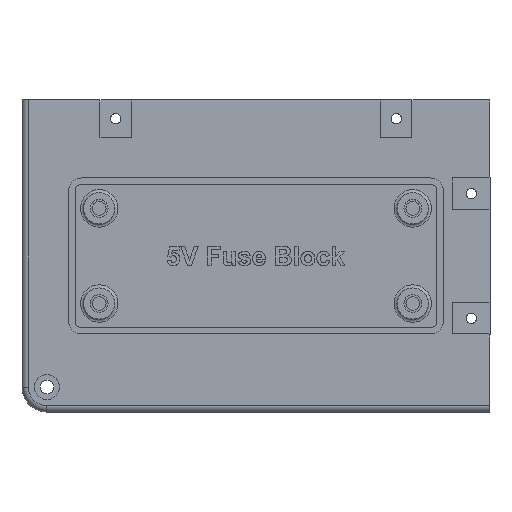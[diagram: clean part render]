
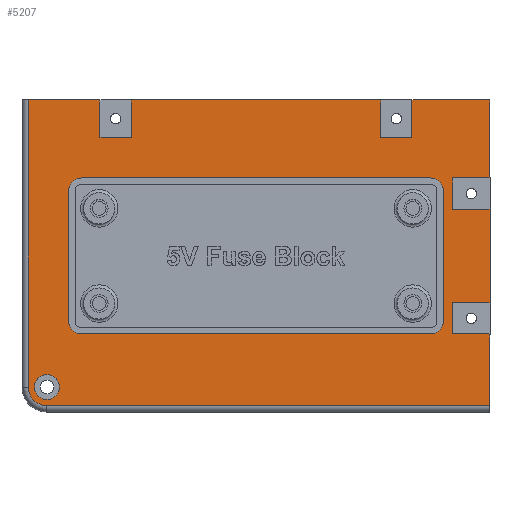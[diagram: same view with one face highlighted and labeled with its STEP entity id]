
A CAD part, top view. The second image highlights one B-rep face of the part: STEP entity #5207.
In plain terms, the highlighted planar face has unit normal (0, 0, 1).
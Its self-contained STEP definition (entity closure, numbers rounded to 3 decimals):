
#437=FACE_BOUND('',#1912,.T.);
#438=FACE_BOUND('',#1913,.T.);
#538=LINE('',#7554,#1014);
#543=LINE('',#7568,#1019);
#547=LINE('',#7580,#1023);
#551=LINE('',#7592,#1027);
#554=LINE('',#7603,#1030);
#555=LINE('',#7605,#1031);
#556=LINE('',#7607,#1032);
#557=LINE('',#7609,#1033);
#558=LINE('',#7611,#1034);
#559=LINE('',#7613,#1035);
#560=LINE('',#7615,#1036);
#561=LINE('',#7617,#1037);
#562=LINE('',#7619,#1038);
#563=LINE('',#7621,#1039);
#564=LINE('',#7623,#1040);
#565=LINE('',#7625,#1041);
#566=LINE('',#7629,#1042);
#567=LINE('',#7631,#1043);
#568=LINE('',#7633,#1044);
#569=LINE('',#7635,#1045);
#570=LINE('',#7637,#1046);
#571=LINE('',#7639,#1047);
#572=LINE('',#7641,#1048);
#573=LINE('',#7642,#1049);
#1014=VECTOR('',#5967,10.);
#1019=VECTOR('',#5980,10.);
#1023=VECTOR('',#5992,10.);
#1027=VECTOR('',#6004,10.);
#1030=VECTOR('',#6017,10.);
#1031=VECTOR('',#6018,10.);
#1032=VECTOR('',#6019,10.);
#1033=VECTOR('',#6020,10.);
#1034=VECTOR('',#6021,10.);
#1035=VECTOR('',#6022,10.);
#1036=VECTOR('',#6023,10.);
#1037=VECTOR('',#6024,10.);
#1038=VECTOR('',#6025,10.);
#1039=VECTOR('',#6026,10.);
#1040=VECTOR('',#6027,10.);
#1041=VECTOR('',#6028,10.);
#1042=VECTOR('',#6031,10.);
#1043=VECTOR('',#6032,10.);
#1044=VECTOR('',#6033,10.);
#1045=VECTOR('',#6034,10.);
#1046=VECTOR('',#6035,10.);
#1047=VECTOR('',#6036,10.);
#1048=VECTOR('',#6037,10.);
#1049=VECTOR('',#6038,10.);
#1426=PLANE('',#5570);
#1590=FACE_OUTER_BOUND('',#1911,.T.);
#1911=EDGE_LOOP('',(#3910,#3911,#3912,#3913,#3914,#3915,#3916,#3917,#3918,
#3919,#3920,#3921,#3922,#3923,#3924,#3925,#3926,#3927,#3928,#3929,#3930));
#1912=EDGE_LOOP('',(#3931));
#1913=EDGE_LOOP('',(#3932,#3933,#3934,#3935,#3936,#3937,#3938,#3939));
#2223=CIRCLE('',#5555,4.);
#2225=CIRCLE('',#5559,4.);
#2227=CIRCLE('',#5563,4.);
#2229=CIRCLE('',#5567,4.);
#2231=CIRCLE('',#5571,6.);
#2232=CIRCLE('',#5572,4.);
#2454=VERTEX_POINT('',#7552);
#2455=VERTEX_POINT('',#7553);
#2458=VERTEX_POINT('',#7561);
#2460=VERTEX_POINT('',#7567);
#2462=VERTEX_POINT('',#7573);
#2464=VERTEX_POINT('',#7579);
#2466=VERTEX_POINT('',#7585);
#2468=VERTEX_POINT('',#7591);
#2470=VERTEX_POINT('',#7601);
#2471=VERTEX_POINT('',#7602);
#2472=VERTEX_POINT('',#7604);
#2473=VERTEX_POINT('',#7606);
#2474=VERTEX_POINT('',#7608);
#2475=VERTEX_POINT('',#7610);
#2476=VERTEX_POINT('',#7612);
#2477=VERTEX_POINT('',#7614);
#2478=VERTEX_POINT('',#7616);
#2479=VERTEX_POINT('',#7618);
#2480=VERTEX_POINT('',#7620);
#2481=VERTEX_POINT('',#7622);
#2482=VERTEX_POINT('',#7624);
#2483=VERTEX_POINT('',#7626);
#2484=VERTEX_POINT('',#7628);
#2485=VERTEX_POINT('',#7630);
#2486=VERTEX_POINT('',#7632);
#2487=VERTEX_POINT('',#7634);
#2488=VERTEX_POINT('',#7636);
#2489=VERTEX_POINT('',#7638);
#2490=VERTEX_POINT('',#7640);
#2491=VERTEX_POINT('',#7643);
#3006=EDGE_CURVE('',#2454,#2455,#538,.T.);
#3010=EDGE_CURVE('',#2455,#2458,#2223,.T.);
#3013=EDGE_CURVE('',#2458,#2460,#543,.T.);
#3016=EDGE_CURVE('',#2460,#2462,#2225,.T.);
#3019=EDGE_CURVE('',#2462,#2464,#547,.T.);
#3022=EDGE_CURVE('',#2464,#2466,#2227,.T.);
#3025=EDGE_CURVE('',#2466,#2468,#551,.T.);
#3028=EDGE_CURVE('',#2468,#2454,#2229,.T.);
#3030=EDGE_CURVE('',#2470,#2471,#554,.T.);
#3031=EDGE_CURVE('',#2471,#2472,#555,.T.);
#3032=EDGE_CURVE('',#2472,#2473,#556,.T.);
#3033=EDGE_CURVE('',#2473,#2474,#557,.T.);
#3034=EDGE_CURVE('',#2474,#2475,#558,.T.);
#3035=EDGE_CURVE('',#2475,#2476,#559,.T.);
#3036=EDGE_CURVE('',#2476,#2477,#560,.T.);
#3037=EDGE_CURVE('',#2477,#2478,#561,.T.);
#3038=EDGE_CURVE('',#2478,#2479,#562,.T.);
#3039=EDGE_CURVE('',#2479,#2480,#563,.T.);
#3040=EDGE_CURVE('',#2480,#2481,#564,.T.);
#3041=EDGE_CURVE('',#2482,#2481,#565,.T.);
#3042=EDGE_CURVE('',#2483,#2482,#2231,.T.);
#3043=EDGE_CURVE('',#2484,#2483,#566,.T.);
#3044=EDGE_CURVE('',#2484,#2485,#567,.T.);
#3045=EDGE_CURVE('',#2485,#2486,#568,.T.);
#3046=EDGE_CURVE('',#2486,#2487,#569,.T.);
#3047=EDGE_CURVE('',#2487,#2488,#570,.T.);
#3048=EDGE_CURVE('',#2488,#2489,#571,.T.);
#3049=EDGE_CURVE('',#2489,#2490,#572,.T.);
#3050=EDGE_CURVE('',#2490,#2470,#573,.T.);
#3051=EDGE_CURVE('',#2491,#2491,#2232,.T.);
#3910=ORIENTED_EDGE('',*,*,#3030,.T.);
#3911=ORIENTED_EDGE('',*,*,#3031,.T.);
#3912=ORIENTED_EDGE('',*,*,#3032,.T.);
#3913=ORIENTED_EDGE('',*,*,#3033,.T.);
#3914=ORIENTED_EDGE('',*,*,#3034,.T.);
#3915=ORIENTED_EDGE('',*,*,#3035,.T.);
#3916=ORIENTED_EDGE('',*,*,#3036,.T.);
#3917=ORIENTED_EDGE('',*,*,#3037,.T.);
#3918=ORIENTED_EDGE('',*,*,#3038,.T.);
#3919=ORIENTED_EDGE('',*,*,#3039,.T.);
#3920=ORIENTED_EDGE('',*,*,#3040,.T.);
#3921=ORIENTED_EDGE('',*,*,#3041,.F.);
#3922=ORIENTED_EDGE('',*,*,#3042,.F.);
#3923=ORIENTED_EDGE('',*,*,#3043,.F.);
#3924=ORIENTED_EDGE('',*,*,#3044,.T.);
#3925=ORIENTED_EDGE('',*,*,#3045,.T.);
#3926=ORIENTED_EDGE('',*,*,#3046,.T.);
#3927=ORIENTED_EDGE('',*,*,#3047,.T.);
#3928=ORIENTED_EDGE('',*,*,#3048,.T.);
#3929=ORIENTED_EDGE('',*,*,#3049,.T.);
#3930=ORIENTED_EDGE('',*,*,#3050,.T.);
#3931=ORIENTED_EDGE('',*,*,#3051,.T.);
#3932=ORIENTED_EDGE('',*,*,#3006,.T.);
#3933=ORIENTED_EDGE('',*,*,#3010,.T.);
#3934=ORIENTED_EDGE('',*,*,#3013,.T.);
#3935=ORIENTED_EDGE('',*,*,#3016,.T.);
#3936=ORIENTED_EDGE('',*,*,#3019,.T.);
#3937=ORIENTED_EDGE('',*,*,#3022,.T.);
#3938=ORIENTED_EDGE('',*,*,#3025,.T.);
#3939=ORIENTED_EDGE('',*,*,#3028,.T.);
#5207=ADVANCED_FACE('',(#1590,#437,#438),#1426,.T.);
#5555=AXIS2_PLACEMENT_3D('',#7562,#5973,#5974);
#5559=AXIS2_PLACEMENT_3D('',#7574,#5985,#5986);
#5563=AXIS2_PLACEMENT_3D('',#7586,#5997,#5998);
#5567=AXIS2_PLACEMENT_3D('',#7597,#6009,#6010);
#5570=AXIS2_PLACEMENT_3D('',#7600,#6015,#6016);
#5571=AXIS2_PLACEMENT_3D('',#7627,#6029,#6030);
#5572=AXIS2_PLACEMENT_3D('',#7644,#6039,#6040);
#5967=DIRECTION('',(0.,-1.,0.));
#5973=DIRECTION('center_axis',(0.,0.,-1.));
#5974=DIRECTION('ref_axis',(0.,-1.,0.));
#5980=DIRECTION('',(-1.,0.,0.));
#5985=DIRECTION('center_axis',(0.,0.,-1.));
#5986=DIRECTION('ref_axis',(-1.,0.,0.));
#5992=DIRECTION('',(0.,1.,0.));
#5997=DIRECTION('center_axis',(0.,0.,-1.));
#5998=DIRECTION('ref_axis',(0.,1.,0.));
#6004=DIRECTION('',(1.,0.,0.));
#6009=DIRECTION('center_axis',(0.,0.,-1.));
#6010=DIRECTION('ref_axis',(1.,0.,0.));
#6015=DIRECTION('center_axis',(0.,0.,1.));
#6016=DIRECTION('ref_axis',(1.,0.,0.));
#6017=DIRECTION('',(1.,0.,0.));
#6018=DIRECTION('',(0.,1.,0.));
#6019=DIRECTION('',(-1.,0.,0.));
#6020=DIRECTION('',(0.,-1.,0.));
#6021=DIRECTION('',(-1.,0.,0.));
#6022=DIRECTION('',(0.,1.,0.));
#6023=DIRECTION('',(-1.,0.,0.));
#6024=DIRECTION('',(0.,-1.,0.));
#6025=DIRECTION('',(-1.,0.,0.));
#6026=DIRECTION('',(0.,1.,0.));
#6027=DIRECTION('',(-1.,0.,0.));
#6028=DIRECTION('',(0.,1.,0.));
#6029=DIRECTION('center_axis',(0.,0.,-1.));
#6030=DIRECTION('ref_axis',(-0.707,-0.707,0.));
#6031=DIRECTION('',(-1.,0.,0.));
#6032=DIRECTION('',(0.,1.,0.));
#6033=DIRECTION('',(-1.,0.,0.));
#6034=DIRECTION('',(0.,1.,0.));
#6035=DIRECTION('',(1.,0.,0.));
#6036=DIRECTION('',(0.,1.,0.));
#6037=DIRECTION('',(-1.,0.,0.));
#6038=DIRECTION('',(0.,1.,0.));
#6039=DIRECTION('center_axis',(0.,0.,-1.));
#6040=DIRECTION('ref_axis',(-1.,0.,0.));
#7552=CARTESIAN_POINT('',(60.,21.,8.));
#7553=CARTESIAN_POINT('',(60.,-21.,8.));
#7554=CARTESIAN_POINT('',(60.,-10.5,8.));
#7561=CARTESIAN_POINT('',(56.,-25.,8.));
#7562=CARTESIAN_POINT('Origin',(56.,-21.,8.));
#7567=CARTESIAN_POINT('',(-56.,-25.,8.));
#7568=CARTESIAN_POINT('',(-28.,-25.,8.));
#7573=CARTESIAN_POINT('',(-60.,-21.,8.));
#7574=CARTESIAN_POINT('Origin',(-56.,-21.,8.));
#7579=CARTESIAN_POINT('',(-60.,21.,8.));
#7580=CARTESIAN_POINT('',(-60.,10.5,8.));
#7585=CARTESIAN_POINT('',(-56.,25.,8.));
#7586=CARTESIAN_POINT('Origin',(-56.,21.,8.));
#7591=CARTESIAN_POINT('',(56.,25.,8.));
#7592=CARTESIAN_POINT('',(28.,25.,8.));
#7597=CARTESIAN_POINT('Origin',(56.,21.,8.));
#7600=CARTESIAN_POINT('Origin',(0.,0.,
8.));
#7601=CARTESIAN_POINT('',(63.,25.,8.));
#7602=CARTESIAN_POINT('',(75.,25.,8.));
#7603=CARTESIAN_POINT('',(31.5,25.,8.));
#7604=CARTESIAN_POINT('',(75.,50.,8.));
#7605=CARTESIAN_POINT('',(75.,-50.,8.));
#7606=CARTESIAN_POINT('',(50.,50.,8.));
#7607=CARTESIAN_POINT('',(75.,50.,8.));
#7608=CARTESIAN_POINT('',(50.,38.,8.));
#7609=CARTESIAN_POINT('',(50.,25.,8.));
#7610=CARTESIAN_POINT('',(40.,38.,8.));
#7611=CARTESIAN_POINT('',(25.,38.,8.));
#7612=CARTESIAN_POINT('',(40.,50.,8.));
#7613=CARTESIAN_POINT('',(40.,19.,8.));
#7614=CARTESIAN_POINT('',(-40.,50.,8.));
#7615=CARTESIAN_POINT('',(75.,50.,8.));
#7616=CARTESIAN_POINT('',(-40.,38.,8.));
#7617=CARTESIAN_POINT('',(-40.,25.,8.));
#7618=CARTESIAN_POINT('',(-50.,38.,8.));
#7619=CARTESIAN_POINT('',(-20.,38.,8.));
#7620=CARTESIAN_POINT('',(-50.,50.,8.));
#7621=CARTESIAN_POINT('',(-50.,19.,8.));
#7622=CARTESIAN_POINT('',(-73.,50.,8.));
#7623=CARTESIAN_POINT('',(75.,50.,8.));
#7624=CARTESIAN_POINT('',(-73.,-42.,8.));
#7625=CARTESIAN_POINT('',(-73.,25.,8.));
#7626=CARTESIAN_POINT('',(-67.,-48.,8.));
#7627=CARTESIAN_POINT('Origin',(-67.,-42.,8.));
#7628=CARTESIAN_POINT('',(75.,-48.,8.));
#7629=CARTESIAN_POINT('',(-37.5,-48.,8.));
#7630=CARTESIAN_POINT('',(75.,-25.,8.));
#7631=CARTESIAN_POINT('',(75.,-50.,8.));
#7632=CARTESIAN_POINT('',(63.,-25.,8.));
#7633=CARTESIAN_POINT('',(37.5,-25.,8.));
#7634=CARTESIAN_POINT('',(63.,-15.,8.));
#7635=CARTESIAN_POINT('',(63.,-12.5,8.));
#7636=CARTESIAN_POINT('',(75.,-15.,8.));
#7637=CARTESIAN_POINT('',(31.5,-15.,8.));
#7638=CARTESIAN_POINT('',(75.,15.,8.));
#7639=CARTESIAN_POINT('',(75.,-50.,8.));
#7640=CARTESIAN_POINT('',(63.,15.,8.));
#7641=CARTESIAN_POINT('',(37.5,15.,8.));
#7642=CARTESIAN_POINT('',(63.,7.5,8.));
#7643=CARTESIAN_POINT('',(-63.,-42.,8.));
#7644=CARTESIAN_POINT('Origin',(-67.,-42.,8.));
